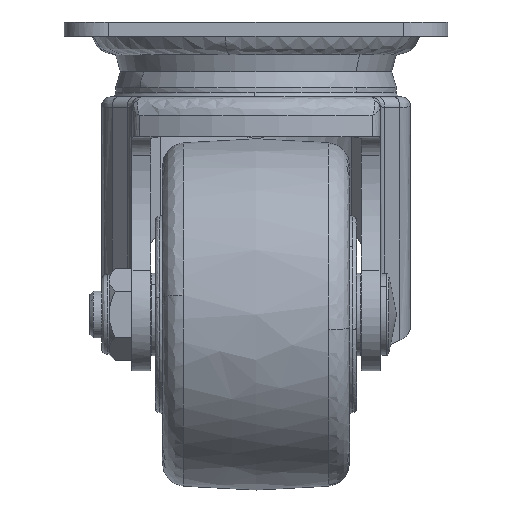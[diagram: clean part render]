
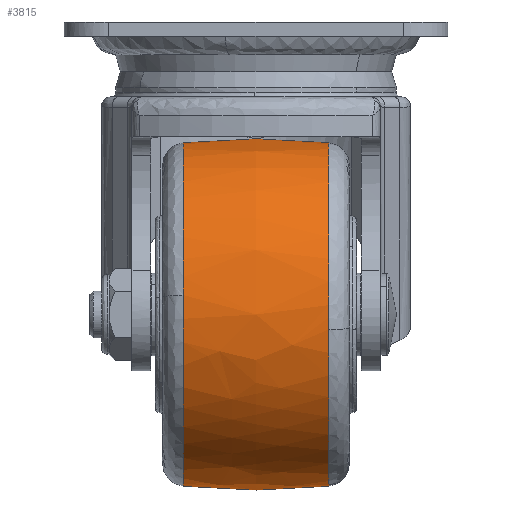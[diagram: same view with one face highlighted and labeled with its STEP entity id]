
A CAD part, left-side view. The second image highlights one B-rep face of the part: STEP entity #3815.
In plain terms, the highlighted free-form (B-spline) face has degree [2, 2] with [3, 7] control points.
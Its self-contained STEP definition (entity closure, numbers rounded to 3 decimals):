
#3521=CARTESIAN_POINT('',(-36.461,15.517,4.141));
#3522=VERTEX_POINT('',#3521);
#3534=CARTESIAN_POINT('',(0.0,15.517,36.695));
#3535=VERTEX_POINT('',#3534);
#3536=CARTESIAN_POINT('',(0.0,15.517,36.695));
#3537=CARTESIAN_POINT('',(-1.881,15.517,36.695));
#3538=CARTESIAN_POINT('',(-5.363,15.517,36.427));
#3539=CARTESIAN_POINT('',(-9.791,15.517,35.44));
#3540=CARTESIAN_POINT('',(-14.016,15.517,34.005));
#3541=CARTESIAN_POINT('',(-18.178,15.517,32.025));
#3542=CARTESIAN_POINT('',(-22.241,15.517,29.308));
#3543=CARTESIAN_POINT('',(-26.14,15.517,25.926));
#3544=CARTESIAN_POINT('',(-29.355,15.517,22.236));
#3545=CARTESIAN_POINT('',(-31.921,15.517,18.245));
#3546=CARTESIAN_POINT('',(-33.884,15.517,14.315));
#3547=CARTESIAN_POINT('',(-35.531,15.517,9.714));
#3548=CARTESIAN_POINT('',(-36.241,15.517,6.079));
#3549=CARTESIAN_POINT('',(-36.461,15.517,4.141));
#3550=B_SPLINE_CURVE_WITH_KNOTS('',3,(#3536,#3537,#3538,#3539,#3540,#3541,#3542,#3543,#3544,#3545,#3546,#3547,#3548,#3549),.UNSPECIFIED.,.F.,.U.,(4,1,1,1,1,1,1,1,1,1,1,4),(0.,5.642,10.447,13.582,19.014,24.238,28.208,34.476,38.864,42.416,47.64,53.491),.UNSPECIFIED.);
#3551=EDGE_CURVE('',#3535,#3522,#3550,.T.);
#3618=CARTESIAN_POINT('',(0.0,15.517,-36.695));
#3619=VERTEX_POINT('',#3618);
#3635=CARTESIAN_POINT('',(-36.461,15.517,4.141));
#3636=CARTESIAN_POINT('',(-36.688,15.517,2.143));
#3637=CARTESIAN_POINT('',(-36.817,15.517,-2.053));
#3638=CARTESIAN_POINT('',(-36.084,15.517,-7.252));
#3639=CARTESIAN_POINT('',(-34.809,15.517,-11.829));
#3640=CARTESIAN_POINT('',(-33.325,15.517,-15.577));
#3641=CARTESIAN_POINT('',(-30.859,15.517,-20.107));
#3642=CARTESIAN_POINT('',(-27.549,15.517,-24.491));
#3643=CARTESIAN_POINT('',(-23.103,15.517,-28.714));
#3644=CARTESIAN_POINT('',(-18.433,15.517,-31.899));
#3645=CARTESIAN_POINT('',(-13.262,15.517,-34.359));
#3646=CARTESIAN_POINT('',(-7.241,15.517,-36.195));
#3647=CARTESIAN_POINT('',(-2.655,15.517,-36.696));
#3648=CARTESIAN_POINT('',(0.0,15.517,-36.695));
#3649=B_SPLINE_CURVE_WITH_KNOTS('',3,(#3635,#3636,#3637,#3638,#3639,#3640,#3641,#3642,#3643,#3644,#3645,#3646,#3647,#3648),.UNSPECIFIED.,.F.,.U.,(4,1,1,1,1,1,1,1,1,1,1,4),(0.,6.034,12.551,15.689,20.275,24.62,31.137,36.688,42.964,48.033,53.826,61.791),.UNSPECIFIED.);
#3650=EDGE_CURVE('',#3522,#3619,#3649,.T.);
#3686=CARTESIAN_POINT('',(0.0,-15.517,-36.695));
#3687=VERTEX_POINT('',#3686);
#3688=CARTESIAN_POINT('',(0.0,-15.517,-36.695));
#3689=CARTESIAN_POINT('',(0.0,-10.847,-37.181));
#3690=CARTESIAN_POINT('',(0.0,-0.488,-37.769));
#3691=CARTESIAN_POINT('',(0.0,9.88,-37.282));
#3692=CARTESIAN_POINT('',(0.0,15.517,-36.695));
#3693=B_SPLINE_CURVE_WITH_KNOTS('',3,(#3688,#3689,#3690,#3691,#3692),.UNSPECIFIED.,.F.,.U.,(4,1,4),(0.,14.088,31.09),.UNSPECIFIED.);
#3694=EDGE_CURVE('',#3687,#3619,#3693,.T.);
#3698=CARTESIAN_POINT('',(0.0,-15.517,36.695));
#3699=VERTEX_POINT('',#3698);
#3700=CARTESIAN_POINT('',(0.0,-15.517,36.695));
#3701=CARTESIAN_POINT('',(0.0,-9.558,37.315));
#3702=CARTESIAN_POINT('',(0.0,0.814,37.769));
#3703=CARTESIAN_POINT('',(0.0,11.169,37.148));
#3704=CARTESIAN_POINT('',(0.0,15.517,36.695));
#3705=B_SPLINE_CURVE_WITH_KNOTS('',3,(#3700,#3701,#3702,#3703,#3704),.UNSPECIFIED.,.F.,.U.,(4,1,4),(0.,17.974,31.09),.UNSPECIFIED.);
#3706=EDGE_CURVE('',#3699,#3535,#3705,.T.);
#3746=CARTESIAN_POINT('',(1.021,-17.058,36.527));
#3747=CARTESIAN_POINT('',(1.076,0.,38.479));
#3748=CARTESIAN_POINT('',(1.021,17.058,36.527));
#3749=CARTESIAN_POINT('',(0.514,-17.058,36.527));
#3750=CARTESIAN_POINT('',(0.541,0.,38.479));
#3751=CARTESIAN_POINT('',(0.514,17.058,36.527));
#3752=CARTESIAN_POINT('',(-36.527,-17.058,36.527));
#3753=CARTESIAN_POINT('',(-38.479,0.,38.479));
#3754=CARTESIAN_POINT('',(-36.527,17.058,36.527));
#3755=CARTESIAN_POINT('',(-36.527,-17.058,0.));
#3756=CARTESIAN_POINT('',(-38.479,0.,0.));
#3757=CARTESIAN_POINT('',(-36.527,17.058,0.));
#3758=CARTESIAN_POINT('',(-36.527,-17.058,-36.527));
#3759=CARTESIAN_POINT('',(-38.479,0.,-38.479));
#3760=CARTESIAN_POINT('',(-36.527,17.058,-36.527));
#3761=CARTESIAN_POINT('',(0.514,-17.058,-36.527));
#3762=CARTESIAN_POINT('',(0.541,0.,-38.479));
#3763=CARTESIAN_POINT('',(0.514,17.058,-36.527));
#3764=CARTESIAN_POINT('',(1.021,-17.058,-36.527));
#3765=CARTESIAN_POINT('',(1.076,0.,-38.479));
#3766=CARTESIAN_POINT('',(1.021,17.058,-36.527));
#3774=(BOUNDED_SURFACE()B_SPLINE_SURFACE(2,2,((#3746,#3749,#3752,#3755,#3758,#3761,#3764),(#3747,#3750,#3753,#3756,#3759,#3762,#3765),(#3748,#3751,#3754,#3757,#3760,#3763,#3766)),.UNSPECIFIED.,.F.,.F.,.U.)B_SPLINE_SURFACE_WITH_KNOTS((3,3),(3,1,2,1,3),(0.0,34.227),(0.0,1.243,63.375,125.507,126.749),.UNSPECIFIED.)GEOMETRIC_REPRESENTATION_ITEM()RATIONAL_B_SPLINE_SURFACE(((0.888,0.883,0.621,0.878,0.621,0.883,0.888),(0.882,0.877,0.617,0.872,0.617,0.877,0.882),(0.888,0.883,0.621,0.878,0.621,0.883,0.888)))REPRESENTATION_ITEM('')SURFACE());
#3775=ORIENTED_EDGE('',*,*,#3694,.F.);
#3776=CARTESIAN_POINT('',(-36.553,-15.517,-3.224));
#3777=VERTEX_POINT('',#3776);
#3778=CARTESIAN_POINT('',(-36.553,-15.517,-3.224));
#3779=CARTESIAN_POINT('',(-36.293,-15.517,-6.188));
#3780=CARTESIAN_POINT('',(-35.356,-15.517,-10.586));
#3781=CARTESIAN_POINT('',(-32.725,-15.517,-16.949));
#3782=CARTESIAN_POINT('',(-29.555,-15.517,-22.104));
#3783=CARTESIAN_POINT('',(-25.637,-15.517,-26.423));
#3784=CARTESIAN_POINT('',(-21.986,-15.517,-29.467));
#3785=CARTESIAN_POINT('',(-18.326,-15.517,-31.907));
#3786=CARTESIAN_POINT('',(-14.253,-15.517,-33.927));
#3787=CARTESIAN_POINT('',(-9.62,-15.517,-35.515));
#3788=CARTESIAN_POINT('',(-4.959,-15.517,-36.473));
#3789=CARTESIAN_POINT('',(-1.63,-15.517,-36.695));
#3790=CARTESIAN_POINT('',(0.0,-15.517,-36.695));
#3791=B_SPLINE_CURVE_WITH_KNOTS('',3,(#3778,#3779,#3780,#3781,#3782,#3783,#3784,#3785,#3786,#3787,#3788,#3789,#3790),.UNSPECIFIED.,.F.,.U.,(4,1,1,1,1,1,1,1,1,1,4),(0.,8.927,13.391,20.617,26.994,30.82,34.858,40.172,44.423,49.524,54.413),.UNSPECIFIED.);
#3792=EDGE_CURVE('',#3777,#3687,#3791,.T.);
#3793=ORIENTED_EDGE('',*,*,#3792,.F.);
#3794=CARTESIAN_POINT('',(0.0,-15.517,36.695));
#3795=CARTESIAN_POINT('',(-2.219,-15.517,36.695));
#3796=CARTESIAN_POINT('',(-6.657,-15.517,36.291));
#3797=CARTESIAN_POINT('',(-13.326,-15.517,34.431));
#3798=CARTESIAN_POINT('',(-19.455,-15.517,31.369));
#3799=CARTESIAN_POINT('',(-24.074,-15.517,27.849));
#3800=CARTESIAN_POINT('',(-27.826,-15.517,24.082));
#3801=CARTESIAN_POINT('',(-31.261,-15.517,19.602));
#3802=CARTESIAN_POINT('',(-34.125,-15.517,13.998));
#3803=CARTESIAN_POINT('',(-35.779,-15.517,8.603));
#3804=CARTESIAN_POINT('',(-36.721,-15.517,3.047));
#3805=CARTESIAN_POINT('',(-36.77,-15.517,-0.776));
#3806=CARTESIAN_POINT('',(-36.553,-15.517,-3.224));
#3807=B_SPLINE_CURVE_WITH_KNOTS('',3,(#3794,#3795,#3796,#3797,#3798,#3799,#3800,#3801,#3802,#3803,#3804,#3805,#3806),.UNSPECIFIED.,.F.,.U.,(4,1,1,1,1,1,1,1,1,1,4),(0.,6.657,13.315,20.686,27.106,30.672,36.616,43.987,49.456,53.498,60.869),.UNSPECIFIED.);
#3808=EDGE_CURVE('',#3699,#3777,#3807,.T.);
#3809=ORIENTED_EDGE('',*,*,#3808,.F.);
#3810=ORIENTED_EDGE('',*,*,#3706,.T.);
#3811=ORIENTED_EDGE('',*,*,#3551,.T.);
#3812=ORIENTED_EDGE('',*,*,#3650,.T.);
#3813=EDGE_LOOP('',(#3775,#3793,#3809,#3810,#3811,#3812));
#3814=FACE_OUTER_BOUND('',#3813,.T.);
#3815=ADVANCED_FACE('',(#3814),#3774,.T.);
